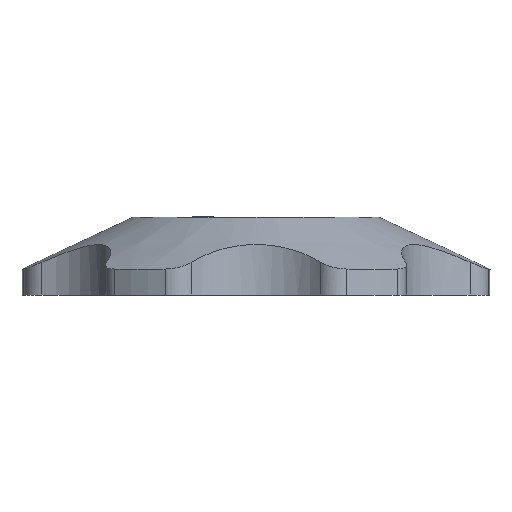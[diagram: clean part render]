
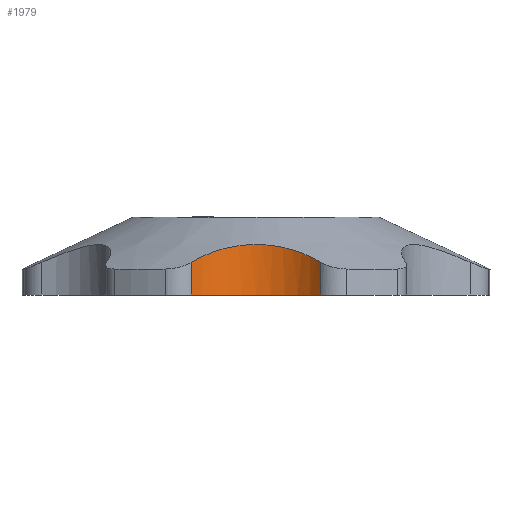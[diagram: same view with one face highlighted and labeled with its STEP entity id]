
A CAD part, front view. The second image highlights one B-rep face of the part: STEP entity #1979.
In plain terms, the highlighted cylindrical face has radius 16.835 mm (diameter 33.67 mm), a partial arc.
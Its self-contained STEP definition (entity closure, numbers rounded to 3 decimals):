
#11 = ORIENTED_EDGE ( 'NONE', *, *, #1831, .T. ) ;
#71 = CARTESIAN_POINT ( 'NONE',  ( -23.029, -71.267, 9.371 ) ) ;
#86 = EDGE_CURVE ( 'NONE', #447, #2526, #4330, .T. ) ;
#116 = CARTESIAN_POINT ( 'NONE',  ( -39.583, -76.231, 6.295 ) ) ;
#136 = DIRECTION ( 'NONE',  ( 1., 0., 0. ) ) ;
#377 = CARTESIAN_POINT ( 'NONE',  ( -28.412, -70.765, 9.714 ) ) ;
#412 = DIRECTION ( 'NONE',  ( 0., 0., 1. ) ) ;
#420 = CARTESIAN_POINT ( 'NONE',  ( -15.497, -75.409, 6.764 ) ) ;
#447 = VERTEX_POINT ( 'NONE', #116 ) ;
#560 = DIRECTION ( 'NONE',  ( 0., 0., -1. ) ) ;
#721 = EDGE_CURVE ( 'NONE', #447, #3319, #3188, .T. ) ;
#737 = CARTESIAN_POINT ( 'NONE',  ( -37.975, -74.688, 7.197 ) ) ;
#752 = CARTESIAN_POINT ( 'NONE',  ( -14.745, -76.231, 16.017 ) ) ;
#757 = AXIS2_PLACEMENT_3D ( 'NONE', #4484, #2458, #136 ) ;
#762 = CARTESIAN_POINT ( 'NONE',  ( -33.049, -71.813, 9.005 ) ) ;
#788 = CARTESIAN_POINT ( 'NONE',  ( -38.815, -75.432, 6.756 ) ) ;
#928 = CARTESIAN_POINT ( 'NONE',  ( -39.583, -76.231, 16.017 ) ) ;
#1101 = CARTESIAN_POINT ( 'NONE',  ( -22.454, -71.423, 9.265 ) ) ;
#1147 = CARTESIAN_POINT ( 'NONE',  ( -17.715, -73.652, 7.826 ) ) ;
#1163 = EDGE_CURVE ( 'NONE', #3319, #1960, #2169, .T. ) ;
#1196 = CARTESIAN_POINT ( 'NONE',  ( -24.785, -70.92, 9.607 ) ) ;
#1214 = CARTESIAN_POINT ( 'NONE',  ( -27.164, -87.597, 16.017 ) ) ;
#1255 = CARTESIAN_POINT ( 'NONE',  ( -14.745, -76.231, 6.295 ) ) ;
#1359 = CARTESIAN_POINT ( 'NONE',  ( -39.583, -76.231, 0. ) ) ;
#1476 = CARTESIAN_POINT ( 'NONE',  ( -32.204, -71.531, 9.193 ) ) ;
#1496 = CARTESIAN_POINT ( 'NONE',  ( -37.307, -74.157, 7.517 ) ) ;
#1518 = CARTESIAN_POINT ( 'NONE',  ( -38.189, -74.871, 7.088 ) ) ;
#1565 = CARTESIAN_POINT ( 'NONE',  ( -24.194, -71.015, 9.542 ) ) ;
#1632 = DIRECTION ( 'NONE',  ( -1., 0., 0. ) ) ;
#1665 = ORIENTED_EDGE ( 'NONE', *, *, #86, .F. ) ;
#1696 = ORIENTED_EDGE ( 'NONE', *, *, #1163, .T. ) ;
#1831 = EDGE_CURVE ( 'NONE', #1960, #2526, #1880, .T. ) ;
#1840 = CARTESIAN_POINT ( 'NONE',  ( -25.986, -70.8, 9.69 ) ) ;
#1880 = LINE ( 'NONE', #752, #4160 ) ;
#1888 = CARTESIAN_POINT ( 'NONE',  ( -33.592, -72.027, 8.864 ) ) ;
#1909 = CARTESIAN_POINT ( 'NONE',  ( -21.321, -71.797, 9.015 ) ) ;
#1960 = VERTEX_POINT ( 'NONE', #3433 ) ;
#1979 = ADVANCED_FACE ( 'NONE', ( #2433 ), #4582, .F. ) ;
#2169 = CIRCLE ( 'NONE', #757, 16.835 ) ;
#2253 = CARTESIAN_POINT ( 'NONE',  ( -31.052, -71.214, 9.407 ) ) ;
#2276 = CARTESIAN_POINT ( 'NONE',  ( -39.583, -76.231, 6.295 ) ) ;
#2433 = FACE_OUTER_BOUND ( 'NONE', #3166, .T. ) ;
#2458 = DIRECTION ( 'NONE',  ( 0., 0., -1. ) ) ;
#2526 = VERTEX_POINT ( 'NONE', #1255 ) ;
#2634 = CARTESIAN_POINT ( 'NONE',  ( -26.899, -70.761, 9.717 ) ) ;
#2676 = CARTESIAN_POINT ( 'NONE',  ( -35.172, -72.743, 8.397 ) ) ;
#2699 = AXIS2_PLACEMENT_3D ( 'NONE', #1214, #3854, #1632 ) ;
#2948 = CARTESIAN_POINT ( 'NONE',  ( -26.594, -70.769, 9.712 ) ) ;
#2970 = CARTESIAN_POINT ( 'NONE',  ( -20.772, -72.012, 8.873 ) ) ;
#2994 = CARTESIAN_POINT ( 'NONE',  ( -31.341, -71.286, 9.358 ) ) ;
#3166 = EDGE_LOOP ( 'NONE', ( #1696, #11, #1665, #3839 ) ) ;
#3188 = LINE ( 'NONE', #928, #4546 ) ;
#3311 = CARTESIAN_POINT ( 'NONE',  ( -18.199, -73.336, 8.024 ) ) ;
#3319 = VERTEX_POINT ( 'NONE', #1359 ) ;
#3333 = CARTESIAN_POINT ( 'NONE',  ( -36.156, -73.319, 8.031 ) ) ;
#3397 = CARTESIAN_POINT ( 'NONE',  ( -29.598, -70.896, 9.623 ) ) ;
#3433 = CARTESIAN_POINT ( 'NONE',  ( -14.745, -76.231, 0. ) ) ;
#3697 = CARTESIAN_POINT ( 'NONE',  ( -19.709, -72.491, 8.561 ) ) ;
#3719 = CARTESIAN_POINT ( 'NONE',  ( -14.745, -76.231, 6.295 ) ) ;
#3742 = CARTESIAN_POINT ( 'NONE',  ( -19.195, -72.757, 8.39 ) ) ;
#3839 = ORIENTED_EDGE ( 'NONE', *, *, #721, .T. ) ;
#3854 = DIRECTION ( 'NONE',  ( 0., 0., -1. ) ) ;
#4104 = CARTESIAN_POINT ( 'NONE',  ( -39.21, -75.823, 6.528 ) ) ;
#4127 = CARTESIAN_POINT ( 'NONE',  ( -16.331, -74.66, 7.209 ) ) ;
#4160 = VECTOR ( 'NONE', #412, 1000. ) ;
#4330 = B_SPLINE_CURVE_WITH_KNOTS ( 'NONE', 3,
 ( #2276, #4104, #788, #1518, #737, #4466, #1496, #3333, #2676, #1888, #762, #1476, #4420, #2994, #2253, #3397, #377, #2634, #2948, #1840, #4514, #1196, #1565, #71, #1101, #1909, #2970, #3697, #3742, #3311, #1147, #4127, #420, #3719 ),
 .UNSPECIFIED., .F., .F.,
 ( 4, 2, 2, 2, 2, 2, 2, 2, 2, 2, 2, 2, 2, 2, 2, 2, 4 ),
 ( 0.003, 0.005, 0.006, 0.007, 0.01, 0.012, 0.013, 0.014, 0.018, 0.019, 0.019, 0.021, 0.023, 0.025, 0.027, 0.028, 0.032 ),
 .UNSPECIFIED. ) ;
#4420 = CARTESIAN_POINT ( 'NONE',  ( -31.917, -71.444, 9.251 ) ) ;
#4466 = CARTESIAN_POINT ( 'NONE',  ( -37.534, -74.332, 7.411 ) ) ;
#4484 = CARTESIAN_POINT ( 'NONE',  ( -27.164, -87.597, 0. ) ) ;
#4514 = CARTESIAN_POINT ( 'NONE',  ( -25.684, -70.824, 9.673 ) ) ;
#4546 = VECTOR ( 'NONE', #560, 1000. ) ;
#4582 = CYLINDRICAL_SURFACE ( 'NONE', #2699, 16.835 ) ;
